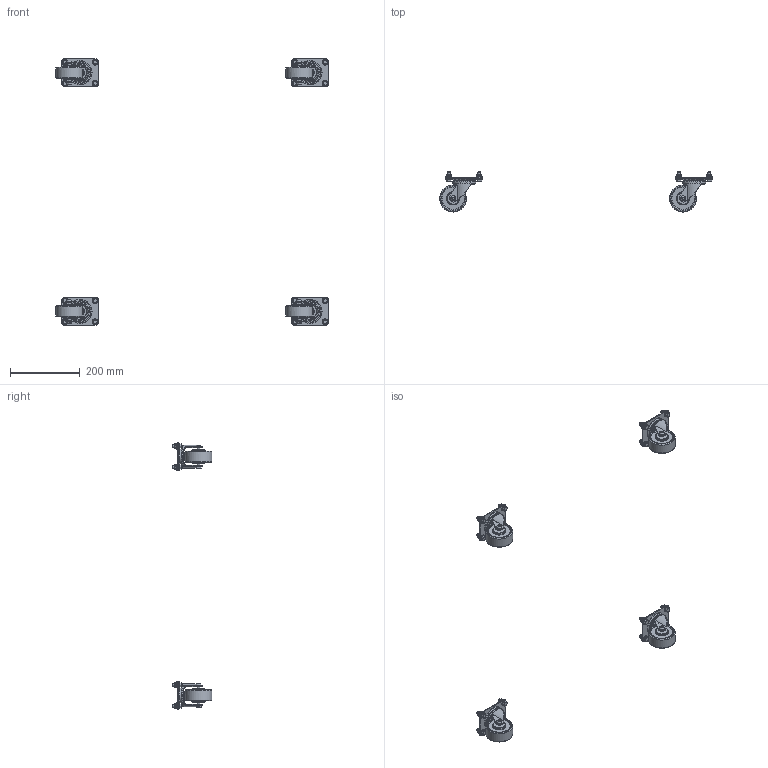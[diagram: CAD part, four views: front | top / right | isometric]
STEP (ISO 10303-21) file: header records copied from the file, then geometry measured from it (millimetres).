
FILE_DESCRIPTION (( 'STEP AP203' ), '1' );
FILE_NAME ('SCE-CAKS.step', '2021-02-09T22:09:29', ( 'ADC123' ), ( 'Microsoft' ), 'SwSTEP 2.0', 'SolidWorks 2019', '' );
FILE_SCHEMA (( 'CONFIG_CONTROL_DESIGN' ));
Products named in the file (1): SCE-CAKS
Bounding box: 779.46 x 113.67 x 762 mm (x, y, z)
Volume: 889470.3 mm3; surface area: 239919.6 mm2
Topology: 36 solids, 36 shells, 1844 faces, 4424 edges, 2588 vertices
Faces by surface type: bspline 944, plane 492, cylinder 344, cone 60, torus 4
Full cylindrical faces by diameter (mm): 0.762 x4, 7.137 x4, 7.874 x16, 7.925 x16, 7.937 x4, 7.938 x4, 8.023 x4, 8.738 x16, 14.986 x4, 23.978 x4, 38.1 x8, 42.661 x4, 62.865 x4, 76.2 x4
Entity records: 106213 total; most frequent: CARTESIAN_POINT 74741, ORIENTED_EDGE 7632, DIRECTION 4182, EDGE_CURVE 3816, VERTEX_POINT 2472, EDGE_LOOP 2344, FACE_OUTER_BOUND 2084, ADVANCED_FACE 1844
